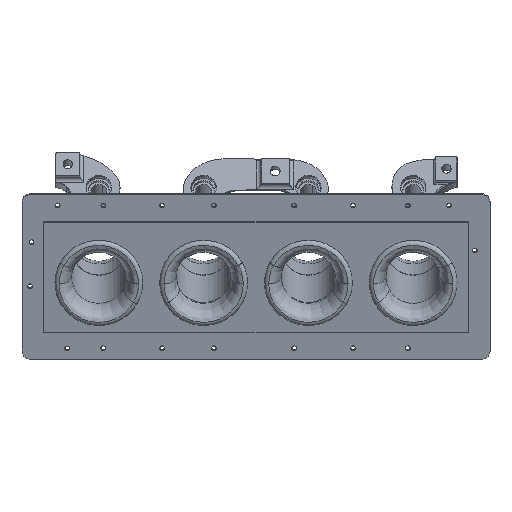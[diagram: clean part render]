
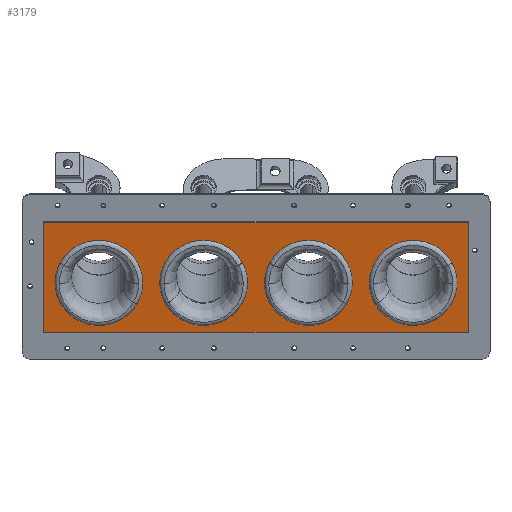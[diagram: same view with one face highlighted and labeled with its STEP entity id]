
A CAD part, top view. The second image highlights one B-rep face of the part: STEP entity #3179.
In plain terms, the highlighted planar face has unit normal (0, -0.248, 0.969).
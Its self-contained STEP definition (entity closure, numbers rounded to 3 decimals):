
#2693=CARTESIAN_POINT('Vertex',(150.,-69.773,179.964)) ;
#2700=CARTESIAN_POINT('Vertex',(150.,7.729,199.801)) ;
#2703=CARTESIAN_POINT('Line Origine',(150.,-31.022,189.883)) ;
#2720=CARTESIAN_POINT('Line Origine',(0.,-69.773,179.964)) ;
#2724=CARTESIAN_POINT('Vertex',(-150.,-69.773,179.964)) ;
#2748=CARTESIAN_POINT('Vertex',(-150.,7.729,199.801)) ;
#2751=CARTESIAN_POINT('Line Origine',(-150.,-31.022,189.883)) ;
#2768=CARTESIAN_POINT('Line Origine',(0.,7.729,199.801)) ;
#3064=CARTESIAN_POINT('Axis2P3D Location',(0.,-31.022,189.883)) ;
#3075=CARTESIAN_POINT('Axis2P3D Location',(-111.,-31.022,189.883)) ;
#3079=CARTESIAN_POINT('Vertex',(-134.545,-23.984,191.684)) ;
#3081=CARTESIAN_POINT('Vertex',(-89.376,-42.467,186.953)) ;
#3084=CARTESIAN_POINT('Axis2P3D Location',(-111.,-31.022,189.883)) ;
#3088=CARTESIAN_POINT('Vertex',(-132.624,-19.578,192.812)) ;
#3091=CARTESIAN_POINT('Axis2P3D Location',(-111.,-31.022,189.883)) ;
#3101=CARTESIAN_POINT('Axis2P3D Location',(-37.,-31.022,189.883)) ;
#3105=CARTESIAN_POINT('Vertex',(-58.624,-42.467,186.953)) ;
#3107=CARTESIAN_POINT('Vertex',(-18.165,-15.631,193.822)) ;
#3110=CARTESIAN_POINT('Axis2P3D Location',(-37.,-31.022,189.883)) ;
#3114=CARTESIAN_POINT('Vertex',(-15.376,-19.578,192.812)) ;
#3117=CARTESIAN_POINT('Axis2P3D Location',(-37.,-31.022,189.883)) ;
#3127=CARTESIAN_POINT('Axis2P3D Location',(37.,-31.022,189.883)) ;
#3131=CARTESIAN_POINT('Vertex',(13.455,-23.984,191.684)) ;
#3133=CARTESIAN_POINT('Vertex',(58.624,-42.467,186.953)) ;
#3136=CARTESIAN_POINT('Axis2P3D Location',(37.,-31.022,189.883)) ;
#3140=CARTESIAN_POINT('Vertex',(15.376,-19.578,192.812)) ;
#3143=CARTESIAN_POINT('Axis2P3D Location',(37.,-31.022,189.883)) ;
#3153=CARTESIAN_POINT('Axis2P3D Location',(111.,-31.022,189.883)) ;
#3157=CARTESIAN_POINT('Vertex',(132.624,-19.578,192.812)) ;
#3159=CARTESIAN_POINT('Vertex',(89.376,-42.467,186.953)) ;
#3162=CARTESIAN_POINT('Axis2P3D Location',(111.,-31.022,189.883)) ;
#3166=CARTESIAN_POINT('Vertex',(130.06,-15.894,193.755)) ;
#3169=CARTESIAN_POINT('Axis2P3D Location',(111.,-31.022,189.883)) ;
#2704=DIRECTION('Vector Direction',(0.,0.969,0.248)) ;
#2721=DIRECTION('Vector Direction',(-1.,0.,0.)) ;
#2752=DIRECTION('Vector Direction',(0.,-0.969,-0.248)) ;
#2769=DIRECTION('Vector Direction',(1.,0.,0.)) ;
#3065=DIRECTION('Axis2P3D Direction',(0.,0.248,-0.969)) ;
#3066=DIRECTION('Axis2P3D XDirection',(-1.,0.,0.)) ;
#3076=DIRECTION('Axis2P3D Direction',(0.,0.248,-0.969)) ;
#3085=DIRECTION('Axis2P3D Direction',(0.,0.248,-0.969)) ;
#3092=DIRECTION('Axis2P3D Direction',(0.,0.248,-0.969)) ;
#3102=DIRECTION('Axis2P3D Direction',(0.,0.248,-0.969)) ;
#3111=DIRECTION('Axis2P3D Direction',(0.,0.248,-0.969)) ;
#3118=DIRECTION('Axis2P3D Direction',(0.,0.248,-0.969)) ;
#3128=DIRECTION('Axis2P3D Direction',(0.,0.248,-0.969)) ;
#3137=DIRECTION('Axis2P3D Direction',(0.,0.248,-0.969)) ;
#3144=DIRECTION('Axis2P3D Direction',(0.,0.248,-0.969)) ;
#3154=DIRECTION('Axis2P3D Direction',(0.,0.248,-0.969)) ;
#3163=DIRECTION('Axis2P3D Direction',(0.,0.248,-0.969)) ;
#3170=DIRECTION('Axis2P3D Direction',(0.,0.248,-0.969)) ;
#3067=AXIS2_PLACEMENT_3D('Plane Axis2P3D',#3064,#3065,#3066) ;
#3077=AXIS2_PLACEMENT_3D('Circle Axis2P3D',#3075,#3076,$) ;
#3086=AXIS2_PLACEMENT_3D('Circle Axis2P3D',#3084,#3085,$) ;
#3093=AXIS2_PLACEMENT_3D('Circle Axis2P3D',#3091,#3092,$) ;
#3103=AXIS2_PLACEMENT_3D('Circle Axis2P3D',#3101,#3102,$) ;
#3112=AXIS2_PLACEMENT_3D('Circle Axis2P3D',#3110,#3111,$) ;
#3119=AXIS2_PLACEMENT_3D('Circle Axis2P3D',#3117,#3118,$) ;
#3129=AXIS2_PLACEMENT_3D('Circle Axis2P3D',#3127,#3128,$) ;
#3138=AXIS2_PLACEMENT_3D('Circle Axis2P3D',#3136,#3137,$) ;
#3145=AXIS2_PLACEMENT_3D('Circle Axis2P3D',#3143,#3144,$) ;
#3155=AXIS2_PLACEMENT_3D('Circle Axis2P3D',#3153,#3154,$) ;
#3164=AXIS2_PLACEMENT_3D('Circle Axis2P3D',#3162,#3163,$) ;
#3171=AXIS2_PLACEMENT_3D('Circle Axis2P3D',#3169,#3170,$) ;
#3070=ORIENTED_EDGE('',*,*,#2772,.F.) ;
#3071=ORIENTED_EDGE('',*,*,#2755,.T.) ;
#3072=ORIENTED_EDGE('',*,*,#2726,.F.) ;
#3073=ORIENTED_EDGE('',*,*,#2707,.T.) ;
#3097=ORIENTED_EDGE('',*,*,#3083,.F.) ;
#3098=ORIENTED_EDGE('',*,*,#3090,.F.) ;
#3099=ORIENTED_EDGE('',*,*,#3095,.F.) ;
#3123=ORIENTED_EDGE('',*,*,#3109,.T.) ;
#3124=ORIENTED_EDGE('',*,*,#3116,.T.) ;
#3125=ORIENTED_EDGE('',*,*,#3121,.T.) ;
#3149=ORIENTED_EDGE('',*,*,#3135,.F.) ;
#3150=ORIENTED_EDGE('',*,*,#3142,.F.) ;
#3151=ORIENTED_EDGE('',*,*,#3147,.F.) ;
#3175=ORIENTED_EDGE('',*,*,#3161,.T.) ;
#3176=ORIENTED_EDGE('',*,*,#3168,.T.) ;
#3177=ORIENTED_EDGE('',*,*,#3173,.T.) ;
#3100=FACE_BOUND('',#3096,.T.) ;
#3126=FACE_BOUND('',#3122,.T.) ;
#3152=FACE_BOUND('',#3148,.T.) ;
#3178=FACE_BOUND('',#3174,.T.) ;
#2705=VECTOR('Line Direction',#2704,1.) ;
#2722=VECTOR('Line Direction',#2721,1.) ;
#2753=VECTOR('Line Direction',#2752,1.) ;
#2770=VECTOR('Line Direction',#2769,1.) ;
#3179=ADVANCED_FACE('Corps principal',(#3074,#3100,#3126,#3152,#3178),#3068,.F.) ;
#3078=CIRCLE('generated circle',#3077,24.64) ;
#3087=CIRCLE('generated circle',#3086,24.64) ;
#3094=CIRCLE('generated circle',#3093,24.64) ;
#3104=CIRCLE('generated circle',#3103,24.64) ;
#3113=CIRCLE('generated circle',#3112,24.64) ;
#3120=CIRCLE('generated circle',#3119,24.64) ;
#3130=CIRCLE('generated circle',#3129,24.64) ;
#3139=CIRCLE('generated circle',#3138,24.64) ;
#3146=CIRCLE('generated circle',#3145,24.64) ;
#3156=CIRCLE('generated circle',#3155,24.64) ;
#3165=CIRCLE('generated circle',#3164,24.64) ;
#3172=CIRCLE('generated circle',#3171,24.64) ;
#2707=EDGE_CURVE('',#2694,#2701,#2706,.T.) ;
#2726=EDGE_CURVE('',#2694,#2725,#2723,.T.) ;
#2755=EDGE_CURVE('',#2749,#2725,#2754,.T.) ;
#2772=EDGE_CURVE('',#2749,#2701,#2771,.T.) ;
#3083=EDGE_CURVE('',#3080,#3082,#3078,.F.) ;
#3090=EDGE_CURVE('',#3089,#3080,#3087,.F.) ;
#3095=EDGE_CURVE('',#3082,#3089,#3094,.F.) ;
#3109=EDGE_CURVE('',#3106,#3108,#3104,.T.) ;
#3116=EDGE_CURVE('',#3108,#3115,#3113,.T.) ;
#3121=EDGE_CURVE('',#3115,#3106,#3120,.T.) ;
#3135=EDGE_CURVE('',#3132,#3134,#3130,.F.) ;
#3142=EDGE_CURVE('',#3141,#3132,#3139,.F.) ;
#3147=EDGE_CURVE('',#3134,#3141,#3146,.F.) ;
#3161=EDGE_CURVE('',#3158,#3160,#3156,.T.) ;
#3168=EDGE_CURVE('',#3160,#3167,#3165,.T.) ;
#3173=EDGE_CURVE('',#3167,#3158,#3172,.T.) ;
#3069=EDGE_LOOP('',(#3070,#3071,#3072,#3073)) ;
#3096=EDGE_LOOP('',(#3097,#3098,#3099)) ;
#3122=EDGE_LOOP('',(#3123,#3124,#3125)) ;
#3148=EDGE_LOOP('',(#3149,#3150,#3151)) ;
#3174=EDGE_LOOP('',(#3175,#3176,#3177)) ;
#3074=FACE_OUTER_BOUND('',#3069,.T.) ;
#2706=LINE('Line',#2703,#2705) ;
#2723=LINE('Line',#2720,#2722) ;
#2754=LINE('Line',#2751,#2753) ;
#2771=LINE('Line',#2768,#2770) ;
#3068=PLANE('Plane',#3067) ;
#2694=VERTEX_POINT('',#2693) ;
#2701=VERTEX_POINT('',#2700) ;
#2725=VERTEX_POINT('',#2724) ;
#2749=VERTEX_POINT('',#2748) ;
#3080=VERTEX_POINT('',#3079) ;
#3082=VERTEX_POINT('',#3081) ;
#3089=VERTEX_POINT('',#3088) ;
#3106=VERTEX_POINT('',#3105) ;
#3108=VERTEX_POINT('',#3107) ;
#3115=VERTEX_POINT('',#3114) ;
#3132=VERTEX_POINT('',#3131) ;
#3134=VERTEX_POINT('',#3133) ;
#3141=VERTEX_POINT('',#3140) ;
#3158=VERTEX_POINT('',#3157) ;
#3160=VERTEX_POINT('',#3159) ;
#3167=VERTEX_POINT('',#3166) ;
